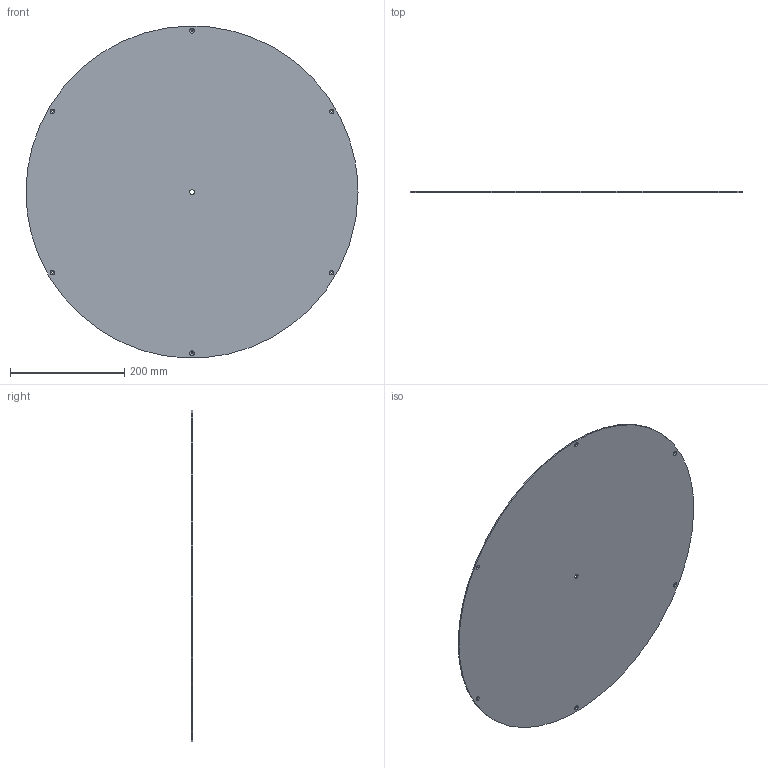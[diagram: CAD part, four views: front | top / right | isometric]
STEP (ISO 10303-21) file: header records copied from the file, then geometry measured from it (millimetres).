
FILE_DESCRIPTION(/* description */ (''),/* implementation_level */ '2;1');
FILE_NAME(/* name */ 'Discus_Disc_Glas',/* time_stamp */ '2022-02-20T23:17:19+01:00',/* author */ (''),/* organization */ (''),/* preprocessor_version */ 'ST-DEVELOPER v16.5',/* originating_system */ 'Rhino 7.15',/* authorisation */ '');
FILE_SCHEMA (('CONFIG_CONTROL_DESIGN'));
Length unit declared in the file: millimetre
Products named in the file (1): Document
Bounding box: 579.99 x 2 x 579.67 mm (x, y, z)
Volume: 528322.4 mm3; surface area: 533031.3 mm2
Topology: 1 solids, 1 shells, 10 faces, 24 edges, 16 vertices
Faces by surface type: bspline 6, cylinder 2, plane 2
Full cylindrical faces by diameter (mm): 8 x1, 580 x1
Entity records: 546 total; most frequent: CARTESIAN_POINT 290, ORIENTED_EDGE 48, EDGE_LOOP 24, EDGE_CURVE 24, VERTEX_POINT 16, FACE_BOUND 14, ADVANCED_FACE 10, FACE_OUTER_BOUND 10
